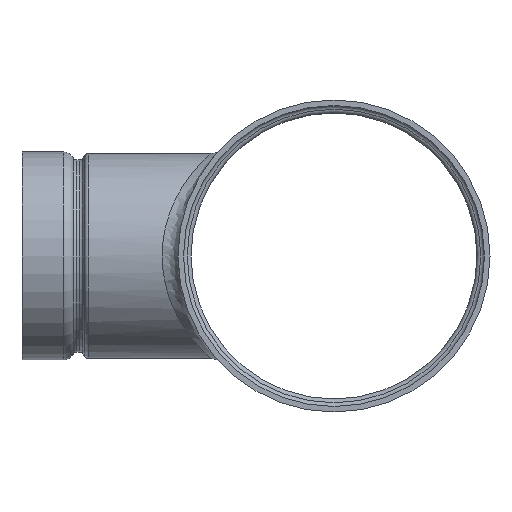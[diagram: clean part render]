
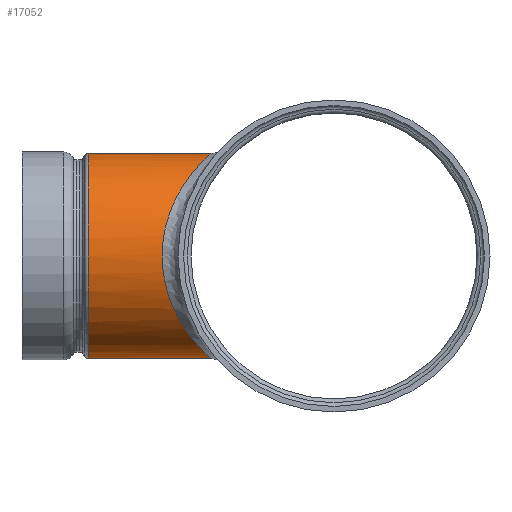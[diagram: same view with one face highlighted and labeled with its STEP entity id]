
A CAD part, left-side view. The second image highlights one B-rep face of the part: STEP entity #17052.
In plain terms, the highlighted cylindrical face has radius 37.541 mm (diameter 75.082 mm), a full revolution.
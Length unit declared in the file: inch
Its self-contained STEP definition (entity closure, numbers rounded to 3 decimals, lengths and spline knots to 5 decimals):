
#782 = CARTESIAN_POINT ( 'NONE',  ( 0.76092, 1.96696, 1.299 ) ) ;
#829 = VERTEX_POINT ( 'NONE', #8013 ) ;
#877 = CARTESIAN_POINT ( 'NONE',  ( -1.38969, 2.40558, 0.56656 ) ) ;
#969 = FACE_OUTER_BOUND ( 'NONE', #20365, .T. ) ;
#2705 = CARTESIAN_POINT ( 'NONE',  ( 1.28912, 2.32657, -0.76619 ) ) ;
#2983 = CARTESIAN_POINT ( 'NONE',  ( -1.28912, 2.3266, -0.7662 ) ) ;
#3075 = CARTESIAN_POINT ( 'NONE',  ( 0., 1.78744, 0. ) ) ;
#3080 = CARTESIAN_POINT ( 'NONE',  ( 1.46071, 2.46356, -0.34862 ) ) ;
#5014 = CARTESIAN_POINT ( 'NONE',  ( -1.01555, 2.12956, -1.10143 ) ) ;
#5248 = ORIENTED_EDGE ( 'NONE', *, *, #22798, .F. ) ;
#5279 = DIRECTION ( 'NONE',  ( 0., 1., 0. ) ) ;
#5621 = CARTESIAN_POINT ( 'NONE',  ( 0., 3.54365, 0. ) ) ;
#6484 = CARTESIAN_POINT ( 'NONE',  ( 0., 1.77605, 1.47801 ) ) ;
#7124 = CARTESIAN_POINT ( 'NONE',  ( -0.34474, 1.8078, 1.45072 ) ) ;
#7531 = FACE_OUTER_BOUND ( 'NONE', #18864, .T. ) ;
#7633 = DIRECTION ( 'NONE',  ( 0., 1., 0. ) ) ;
#8013 = CARTESIAN_POINT ( 'NONE',  ( 0., 1.77605, 1.47801 ) ) ;
#9032 = CARTESIAN_POINT ( 'NONE',  ( 1.01555, 2.12958, -1.10144 ) ) ;
#10752 = ORIENTED_EDGE ( 'NONE', *, *, #11342, .F. ) ;
#11143 = CARTESIAN_POINT ( 'NONE',  ( -0.66274, 1.92276, -1.34473 ) ) ;
#11244 = CARTESIAN_POINT ( 'NONE',  ( 0.30686, 1.79679, -1.45992 ) ) ;
#11342 = EDGE_CURVE ( 'NONE', #829, #829, #20879, .T. ) ;
#11524 = CARTESIAN_POINT ( 'NONE',  ( 1.49781, 2.49445, 0.11778 ) ) ;
#13290 = CARTESIAN_POINT ( 'NONE',  ( 1.38969, 2.40559, 0.56656 ) ) ;
#13389 = CARTESIAN_POINT ( 'NONE',  ( -1.46068, 2.46354, -0.34865 ) ) ;
#13475 = CARTESIAN_POINT ( 'NONE',  ( 0.34474, 1.8078, 1.45072 ) ) ;
#14939 = CARTESIAN_POINT ( 'NONE',  ( -0.11491, 1.77605, 1.47801 ) ) ;
#15578 = CARTESIAN_POINT ( 'NONE',  ( -1.49782, 2.49445, 0.11779 ) ) ;
#15910 = DIRECTION ( 'NONE',  ( -1., 0., 0. ) ) ;
#17052 = ADVANCED_FACE ( 'NONE', ( #969, #7531 ), #19336, .T. ) ;
#17486 = CARTESIAN_POINT ( 'NONE',  ( -0.76094, 1.96697, 1.29899 ) ) ;
#17576 = CARTESIAN_POINT ( 'NONE',  ( 0.66276, 1.92277, -1.34471 ) ) ;
#17940 = DIRECTION ( 'NONE',  ( 1., 0., 0. ) ) ;
#18864 = EDGE_LOOP ( 'NONE', ( #10752 ) ) ;
#19336 = CYLINDRICAL_SURFACE ( 'NONE', #24453, 1.478 ) ;
#20365 = EDGE_LOOP ( 'NONE', ( #5248 ) ) ;
#20837 = CIRCLE ( 'NONE', #23803, 1.478 ) ;
#20879 = B_SPLINE_CURVE_WITH_KNOTS ( 'NONE', 3,
 ( #6484, #14939, #7124, #17486, #24031, #877, #15578, #13389, #2983, #5014, #11143, #25962, #26145, #11244, #17576, #9032, #2705, #3080, #11524, #13290, #25868, #782, #13475, #21994, #23744 ),
 .UNSPECIFIED., .T., .F.,
 ( 4, 1, 1, 1, 1, 1, 1, 1, 1, 1, 1, 1, 1, 1, 1, 1, 1, 1, 1, 1, 1, 1, 4 ),
 ( 0., 0.03571, 0.07143, 0.14286, 0.19048, 0.2381, 0.28571, 0.33333, 0.38095, 0.42857, 0.47619, 0.5, 0.52381, 0.57143, 0.61905, 0.66667, 0.71429, 0.7619, 0.80952, 0.85714, 0.92857, 0.96429, 1. ),
 .UNSPECIFIED. ) ;
#21190 = VERTEX_POINT ( 'NONE', #23067 ) ;
#21994 = CARTESIAN_POINT ( 'NONE',  ( 0.11491, 1.77605, 1.47801 ) ) ;
#22798 = EDGE_CURVE ( 'NONE', #21190, #21190, #20837, .T. ) ;
#23067 = CARTESIAN_POINT ( 'NONE',  ( -1.478, 3.54365, 0. ) ) ;
#23744 = CARTESIAN_POINT ( 'NONE',  ( 0., 1.77605, 1.47801 ) ) ;
#23803 = AXIS2_PLACEMENT_3D ( 'NONE', #5621, #7633, #15910 ) ;
#24031 = CARTESIAN_POINT ( 'NONE',  ( -1.12539, 2.204, 1.0078 ) ) ;
#24453 = AXIS2_PLACEMENT_3D ( 'NONE', #3075, #5279, #17940 ) ;
#25868 = CARTESIAN_POINT ( 'NONE',  ( 1.12538, 2.20398, 1.00782 ) ) ;
#25962 = CARTESIAN_POINT ( 'NONE',  ( -0.30684, 1.7968, -1.45991 ) ) ;
#26145 = CARTESIAN_POINT ( 'NONE',  ( -0.00003, 1.76918, -1.48404 ) ) ;
